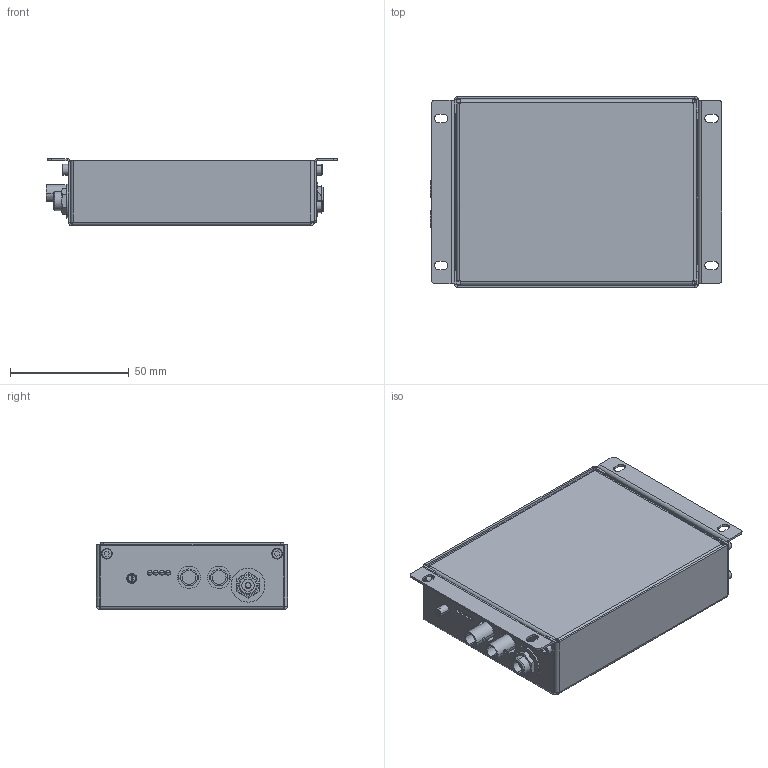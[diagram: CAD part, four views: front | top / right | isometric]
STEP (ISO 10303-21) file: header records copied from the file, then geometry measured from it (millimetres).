
FILE_DESCRIPTION (( 'STEP AP214' ), '1' );
FILE_NAME ('88201800-H10.STEP', '2009-06-23T14:29:15', ( ' ' ), ( ' ' ), 'SwSTEP 2.0', 'SolidWorks 2008', '' );
FILE_SCHEMA (( 'AUTOMOTIVE_DESIGN' ));
Length unit declared in the file: millimetre
Products named in the file (1): 88201800-H10
Bounding box: 122.75 x 80.54 x 28.21 mm (x, y, z)
Volume: 44770.4 mm3; surface area: 82677.7 mm2
Topology: 19 solids, 19 shells, 773 faces, 1826 edges, 1154 vertices
Faces by surface type: plane 452, cylinder 261, cone 44, bspline 8, sphere 8
Entity records: 31286 total; most frequent: CARTESIAN_POINT 4411, DIRECTION 3837, ORIENTED_EDGE 3620, EDGE_CURVE 1810, AXIS2_PLACEMENT_3D 1322, VECTOR 1193, LINE 1193, VERTEX_POINT 1150
